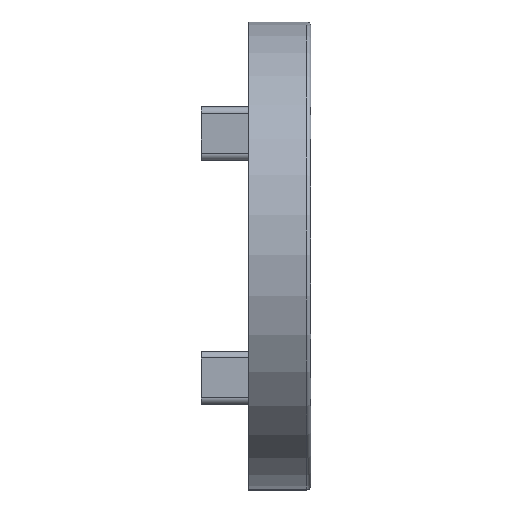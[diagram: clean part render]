
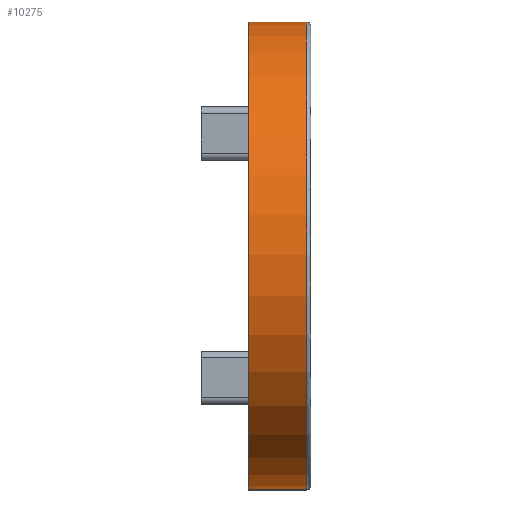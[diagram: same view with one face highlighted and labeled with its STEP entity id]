
A CAD part, top view. The second image highlights one B-rep face of the part: STEP entity #10275.
In plain terms, the highlighted cylindrical face has radius 17.25 mm (diameter 34.5 mm), a partial arc.
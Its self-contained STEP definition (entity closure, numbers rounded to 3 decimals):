
#552 = CARTESIAN_POINT ( 'NONE',  ( 4.3, -17.25, 20.25 ) ) ;
#983 = EDGE_CURVE ( 'NONE', #2097, #12846, #15339, .T. ) ;
#1372 = LINE ( 'NONE', #13844, #5330 ) ;
#1656 = ORIENTED_EDGE ( 'NONE', *, *, #23510, .F. ) ;
#1719 = FACE_OUTER_BOUND ( 'NONE', #7225, .T. ) ;
#1910 = CARTESIAN_POINT ( 'NONE',  ( 0., 0., 20.25 ) ) ;
#1973 = DIRECTION ( 'NONE',  ( 0., 0., 1. ) ) ;
#2097 = VERTEX_POINT ( 'NONE', #552 ) ;
#3973 = VECTOR ( 'NONE', #21211, 1000. ) ;
#4536 = LINE ( 'NONE', #22973, #3973 ) ;
#5282 = AXIS2_PLACEMENT_3D ( 'NONE', #1910, #5550, #16485 ) ;
#5330 = VECTOR ( 'NONE', #15685, 1000. ) ;
#5550 = DIRECTION ( 'NONE',  ( 1., 0., 0. ) ) ;
#7225 = EDGE_LOOP ( 'NONE', ( #1656, #17668, #17432, #19786 ) ) ;
#8033 = DIRECTION ( 'NONE',  ( 0., 0., -1. ) ) ;
#9277 = CARTESIAN_POINT ( 'NONE',  ( 0., 17.25, 20.25 ) ) ;
#10267 = CYLINDRICAL_SURFACE ( 'NONE', #14263, 17.25 ) ;
#10275 = ADVANCED_FACE ( 'NONE', ( #1719 ), #10267, .T. ) ;
#10950 = EDGE_CURVE ( 'NONE', #12846, #12986, #4536, .T. ) ;
#11043 = CARTESIAN_POINT ( 'NONE',  ( 4.6, 0., 20.25 ) ) ;
#12846 = VERTEX_POINT ( 'NONE', #19576 ) ;
#12871 = DIRECTION ( 'NONE',  ( -1., 0., 0. ) ) ;
#12986 = VERTEX_POINT ( 'NONE', #9277 ) ;
#13612 = DIRECTION ( 'NONE',  ( -1., 0., 0. ) ) ;
#13813 = EDGE_CURVE ( 'NONE', #12986, #14236, #15827, .T. ) ;
#13844 = CARTESIAN_POINT ( 'NONE',  ( 4.6, -17.25, 20.25 ) ) ;
#14236 = VERTEX_POINT ( 'NONE', #15087 ) ;
#14263 = AXIS2_PLACEMENT_3D ( 'NONE', #11043, #12871, #1973 ) ;
#15087 = CARTESIAN_POINT ( 'NONE',  ( 0., -17.25, 20.25 ) ) ;
#15339 = CIRCLE ( 'NONE', #20225, 17.25 ) ;
#15685 = DIRECTION ( 'NONE',  ( -1., 0., 0. ) ) ;
#15827 = CIRCLE ( 'NONE', #5282, 17.25 ) ;
#16485 = DIRECTION ( 'NONE',  ( 0., 0., -1. ) ) ;
#17432 = ORIENTED_EDGE ( 'NONE', *, *, #10950, .T. ) ;
#17668 = ORIENTED_EDGE ( 'NONE', *, *, #983, .T. ) ;
#19576 = CARTESIAN_POINT ( 'NONE',  ( 4.3, 17.25, 20.25 ) ) ;
#19786 = ORIENTED_EDGE ( 'NONE', *, *, #13813, .T. ) ;
#20225 = AXIS2_PLACEMENT_3D ( 'NONE', #20785, #13612, #8033 ) ;
#20785 = CARTESIAN_POINT ( 'NONE',  ( 4.3, 0., 20.25 ) ) ;
#21211 = DIRECTION ( 'NONE',  ( -1., 0., 0. ) ) ;
#22973 = CARTESIAN_POINT ( 'NONE',  ( 4.6, 17.25, 20.25 ) ) ;
#23510 = EDGE_CURVE ( 'NONE', #2097, #14236, #1372, .T. ) ;
